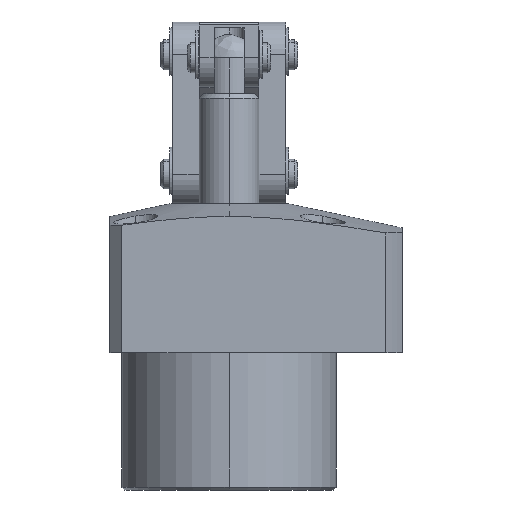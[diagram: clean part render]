
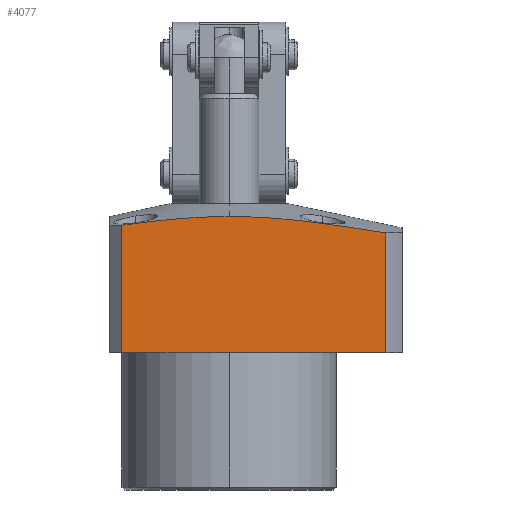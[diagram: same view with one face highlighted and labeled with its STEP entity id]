
A CAD part, left-side view. The second image highlights one B-rep face of the part: STEP entity #4077.
In plain terms, the highlighted face is planar.
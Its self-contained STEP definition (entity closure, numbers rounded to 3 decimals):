
#166 = CARTESIAN_POINT ( 'NONE',  ( -26.249, 23., -20. ) ) ;
#196 = EDGE_CURVE ( 'NONE', #6420, #482, #4121, .T. ) ;
#253 = ORIENTED_EDGE ( 'NONE', *, *, #196, .F. ) ;
#482 = VERTEX_POINT ( 'NONE', #5396 ) ;
#535 = EDGE_LOOP ( 'NONE', ( #2353, #3751, #4422, #4167, #253 ) ) ;
#716 = AXIS2_PLACEMENT_3D ( 'NONE', #2549, #2465, #2455 ) ;
#947 = FACE_OUTER_BOUND ( 'NONE', #535, .T. ) ;
#1391 = LINE ( 'NONE', #4822, #1529 ) ;
#1529 = VECTOR ( 'NONE', #4810, 1000. ) ;
#2041 = CARTESIAN_POINT ( 'NONE',  ( 0., 45.874, -20. ) ) ;
#2052 = CARTESIAN_POINT ( 'NONE',  ( 3.02, 45.874, -20. ) ) ;
#2061 = CARTESIAN_POINT ( 'NONE',  ( 6.028, 45.724, -20. ) ) ;
#2068 = CARTESIAN_POINT ( 'NONE',  ( 12.025, 45.199, -20. ) ) ;
#2077 = CARTESIAN_POINT ( 'NONE',  ( 18., 44.406, -20. ) ) ;
#2086 = CARTESIAN_POINT ( 'NONE',  ( 15.015, 44.831, -20. ) ) ;
#2347 = VERTEX_POINT ( 'NONE', #166 ) ;
#2353 = ORIENTED_EDGE ( 'NONE', *, *, #4144, .F. ) ;
#2455 = DIRECTION ( 'NONE',  ( 1., 0., 0. ) ) ;
#2465 = DIRECTION ( 'NONE',  ( 0., 0., 1. ) ) ;
#2549 = CARTESIAN_POINT ( 'NONE',  ( 0., 0., -20. ) ) ;
#2579 = PLANE ( 'NONE',  #716 ) ;
#2749 = CARTESIAN_POINT ( 'NONE',  ( 18., 23., -20. ) ) ;
#2765 = DIRECTION ( 'NONE',  ( 1., 0., 0. ) ) ;
#3044 = CARTESIAN_POINT ( 'NONE',  ( -26.249, 43.111, -20. ) ) ;
#3070 = CARTESIAN_POINT ( 'NONE',  ( -24.076, 43.479, -20. ) ) ;
#3099 = CARTESIAN_POINT ( 'NONE',  ( -21.9, 43.83, -20. ) ) ;
#3119 = CARTESIAN_POINT ( 'NONE',  ( -17.542, 44.481, -20. ) ) ;
#3144 = CARTESIAN_POINT ( 'NONE',  ( -15.36, 44.779, -20. ) ) ;
#3173 = CARTESIAN_POINT ( 'NONE',  ( -10.989, 45.291, -20. ) ) ;
#3220 = CARTESIAN_POINT ( 'NONE',  ( -8.8, 45.502, -20. ) ) ;
#3241 = CARTESIAN_POINT ( 'NONE',  ( 0., 45.874, -20. ) ) ;
#3313 = CARTESIAN_POINT ( 'NONE',  ( -2.208, 45.874, -20. ) ) ;
#3337 = CARTESIAN_POINT ( 'NONE',  ( -4.409, 45.795, -20. ) ) ;
#3368 = LINE ( 'NONE', #2749, #4316 ) ;
#3477 = DIRECTION ( 'NONE',  ( 0., -1., 0. ) ) ;
#3519 = CARTESIAN_POINT ( 'NONE',  ( 18., 0., -20. ) ) ;
#3628 = VECTOR ( 'NONE', #3477, 1000. ) ;
#3751 = ORIENTED_EDGE ( 'NONE', *, *, #5737, .T. ) ;
#3882 = CARTESIAN_POINT ( 'NONE',  ( 18., 44.406, -20. ) ) ;
#4077 = ADVANCED_FACE ( 'NONE', ( #947 ), #2579, .F. ) ;
#4121 = B_SPLINE_CURVE_WITH_KNOTS ( 'NONE', 3,
 ( #3241, #3313, #3337, #3220, #3173, #3144, #3119, #3099, #3070, #3044 ),
 .UNSPECIFIED., .F., .F.,
 ( 4, 2, 2, 2, 4 ),
 ( 0., 0.007, 0.013, 0.02, 0.026 ),
 .UNSPECIFIED. ) ;
#4144 = EDGE_CURVE ( 'NONE', #5708, #6420, #5009, .T. ) ;
#4167 = ORIENTED_EDGE ( 'NONE', *, *, #5558, .F. ) ;
#4316 = VECTOR ( 'NONE', #2765, 1000. ) ;
#4422 = ORIENTED_EDGE ( 'NONE', *, *, #5763, .F. ) ;
#4599 = VERTEX_POINT ( 'NONE', #6574 ) ;
#4736 = CARTESIAN_POINT ( 'NONE',  ( 0., 45.874, -20. ) ) ;
#4810 = DIRECTION ( 'NONE',  ( 0., -1., 0. ) ) ;
#4822 = CARTESIAN_POINT ( 'NONE',  ( -26.249, 0., -20. ) ) ;
#5009 = B_SPLINE_CURVE_WITH_KNOTS ( 'NONE', 3,
 ( #2077, #2086, #2068, #2061, #2052, #2041 ),
 .UNSPECIFIED., .F., .F.,
 ( 4, 2, 4 ),
 ( -0.018, -0.009, 0. ),
 .UNSPECIFIED. ) ;
#5291 = LINE ( 'NONE', #3519, #3628 ) ;
#5396 = CARTESIAN_POINT ( 'NONE',  ( -26.249, 43.111, -20. ) ) ;
#5558 = EDGE_CURVE ( 'NONE', #482, #2347, #1391, .T. ) ;
#5708 = VERTEX_POINT ( 'NONE', #3882 ) ;
#5737 = EDGE_CURVE ( 'NONE', #5708, #4599, #5291, .T. ) ;
#5763 = EDGE_CURVE ( 'NONE', #2347, #4599, #3368, .T. ) ;
#6420 = VERTEX_POINT ( 'NONE', #4736 ) ;
#6574 = CARTESIAN_POINT ( 'NONE',  ( 18., 23., -20. ) ) ;
